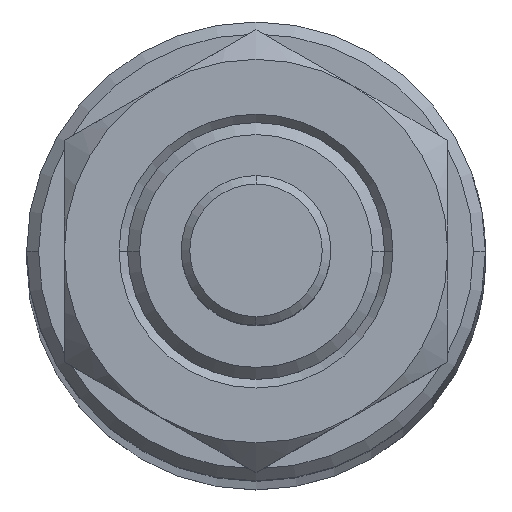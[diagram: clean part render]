
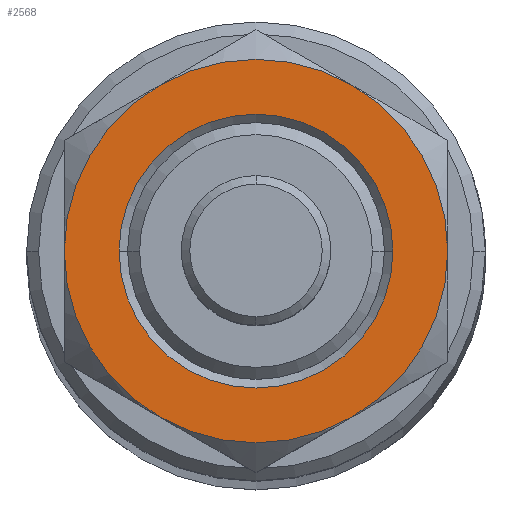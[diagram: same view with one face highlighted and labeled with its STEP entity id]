
A CAD part, top view. The second image highlights one B-rep face of the part: STEP entity #2568.
In plain terms, the highlighted planar face has unit normal (0, 0, 1).
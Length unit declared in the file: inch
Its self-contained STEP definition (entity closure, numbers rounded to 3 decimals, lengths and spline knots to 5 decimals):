
#3 = CARTESIAN_POINT ( 'NONE',  ( 0.56, 0.96995, 0.21 ) ) ;
#158 = ORIENTED_EDGE ( 'NONE', *, *, #2360, .T. ) ;
#183 = CARTESIAN_POINT ( 'NONE',  ( 0., 0., 0.21 ) ) ;
#206 = CARTESIAN_POINT ( 'NONE',  ( 0., 0., 0.21 ) ) ;
#290 = EDGE_CURVE ( 'NONE', #3290, #3201, #2996, .T. ) ;
#348 = CIRCLE ( 'NONE', #1175, 0.56 ) ;
#415 = CARTESIAN_POINT ( 'NONE',  ( 0., 0., 0.21 ) ) ;
#428 = DIRECTION ( 'NONE',  ( 0., 0., -1. ) ) ;
#463 = DIRECTION ( 'NONE',  ( -1., 0., 0. ) ) ;
#470 = VERTEX_POINT ( 'NONE', #644 ) ;
#478 = DIRECTION ( 'NONE',  ( 1., 0., 0. ) ) ;
#482 = AXIS2_PLACEMENT_3D ( 'NONE', #206, #2165, #478 ) ;
#563 = FACE_OUTER_BOUND ( 'NONE', #3350, .T. ) ;
#644 = CARTESIAN_POINT ( 'NONE',  ( 0.28, 0.48497, 0.21 ) ) ;
#659 = CIRCLE ( 'NONE', #1291, 0.56 ) ;
#691 = DIRECTION ( 'NONE',  ( -1., 0., 0. ) ) ;
#783 = CARTESIAN_POINT ( 'NONE',  ( 0., 0., 0.21 ) ) ;
#810 = AXIS2_PLACEMENT_3D ( 'NONE', #2770, #1079, #3038 ) ;
#933 = VERTEX_POINT ( 'NONE', #2401 ) ;
#971 = EDGE_CURVE ( 'NONE', #3559, #470, #659, .T. ) ;
#979 = CARTESIAN_POINT ( 'NONE',  ( 0.28, -0.48497, 0.21 ) ) ;
#1024 = ORIENTED_EDGE ( 'NONE', *, *, #2181, .T. ) ;
#1070 = DIRECTION ( 'NONE',  ( -1., 0., 0. ) ) ;
#1079 = DIRECTION ( 'NONE',  ( 0., 0., -1. ) ) ;
#1091 = CARTESIAN_POINT ( 'NONE',  ( 0., 0., 0.21 ) ) ;
#1152 = VERTEX_POINT ( 'NONE', #2484 ) ;
#1175 = AXIS2_PLACEMENT_3D ( 'NONE', #1091, #2239, #2533 ) ;
#1265 = ORIENTED_EDGE ( 'NONE', *, *, #1842, .T. ) ;
#1291 = AXIS2_PLACEMENT_3D ( 'NONE', #183, #2143, #463 ) ;
#1305 = CARTESIAN_POINT ( 'NONE',  ( 0., 0., 0.21 ) ) ;
#1321 = ORIENTED_EDGE ( 'NONE', *, *, #1868, .F. ) ;
#1342 = AXIS2_PLACEMENT_3D ( 'NONE', #2115, #428, #2397 ) ;
#1447 = EDGE_LOOP ( 'NONE', ( #1024, #1265 ) ) ;
#1484 = AXIS2_PLACEMENT_3D ( 'NONE', #415, #2379, #691 ) ;
#1537 = AXIS2_PLACEMENT_3D ( 'NONE', #3, #3363, #1692 ) ;
#1591 = DIRECTION ( 'NONE',  ( -1., 0., 0. ) ) ;
#1692 = DIRECTION ( 'NONE',  ( -1., 0., 0. ) ) ;
#1791 = AXIS2_PLACEMENT_3D ( 'NONE', #783, #2755, #1070 ) ;
#1808 = ORIENTED_EDGE ( 'NONE', *, *, #971, .F. ) ;
#1842 = EDGE_CURVE ( 'NONE', #933, #3076, #2689, .T. ) ;
#1868 = EDGE_CURVE ( 'NONE', #3201, #3032, #348, .T. ) ;
#1882 = CIRCLE ( 'NONE', #1342, 0.56 ) ;
#2115 = CARTESIAN_POINT ( 'NONE',  ( 0., 0., 0.21 ) ) ;
#2143 = DIRECTION ( 'NONE',  ( 0., 0., -1. ) ) ;
#2165 = DIRECTION ( 'NONE',  ( 0., 0., 1. ) ) ;
#2181 = EDGE_CURVE ( 'NONE', #3076, #933, #3106, .T. ) ;
#2238 = CARTESIAN_POINT ( 'NONE',  ( -0.28, 0.48497, 0.21 ) ) ;
#2239 = DIRECTION ( 'NONE',  ( 0., 0., -1. ) ) ;
#2251 = AXIS2_PLACEMENT_3D ( 'NONE', #1305, #3268, #1591 ) ;
#2276 = CARTESIAN_POINT ( 'NONE',  ( -0.28, -0.48497, 0.21 ) ) ;
#2360 = EDGE_CURVE ( 'NONE', #3290, #470, #3331, .T. ) ;
#2379 = DIRECTION ( 'NONE',  ( 0., 0., -1. ) ) ;
#2397 = DIRECTION ( 'NONE',  ( -1., 0., 0. ) ) ;
#2401 = CARTESIAN_POINT ( 'NONE',  ( -0.4, 0., 0.21 ) ) ;
#2423 = EDGE_CURVE ( 'NONE', #3032, #1152, #2509, .T. ) ;
#2484 = CARTESIAN_POINT ( 'NONE',  ( -0.56, 0., 0.21 ) ) ;
#2509 = CIRCLE ( 'NONE', #1791, 0.56 ) ;
#2510 = ORIENTED_EDGE ( 'NONE', *, *, #290, .F. ) ;
#2533 = DIRECTION ( 'NONE',  ( -1., 0., 0. ) ) ;
#2568 = ADVANCED_FACE ( 'NONE', ( #3368, #563 ), #2806, .F. ) ;
#2689 = CIRCLE ( 'NONE', #810, 0.4 ) ;
#2746 = ORIENTED_EDGE ( 'NONE', *, *, #2423, .F. ) ;
#2755 = DIRECTION ( 'NONE',  ( 0., 0., -1. ) ) ;
#2770 = CARTESIAN_POINT ( 'NONE',  ( 0., 0., 0.21 ) ) ;
#2806 = PLANE ( 'NONE',  #1537 ) ;
#2867 = CARTESIAN_POINT ( 'NONE',  ( 0.4, 0., 0.21 ) ) ;
#2963 = CARTESIAN_POINT ( 'NONE',  ( 0.56, 0., 0.21 ) ) ;
#2996 = CIRCLE ( 'NONE', #2251, 0.56 ) ;
#3032 = VERTEX_POINT ( 'NONE', #2276 ) ;
#3038 = DIRECTION ( 'NONE',  ( -1., 0., 0. ) ) ;
#3060 = ORIENTED_EDGE ( 'NONE', *, *, #3222, .F. ) ;
#3076 = VERTEX_POINT ( 'NONE', #2867 ) ;
#3106 = CIRCLE ( 'NONE', #1484, 0.4 ) ;
#3201 = VERTEX_POINT ( 'NONE', #979 ) ;
#3222 = EDGE_CURVE ( 'NONE', #1152, #3559, #1882, .T. ) ;
#3268 = DIRECTION ( 'NONE',  ( 0., 0., -1. ) ) ;
#3290 = VERTEX_POINT ( 'NONE', #2963 ) ;
#3331 = CIRCLE ( 'NONE', #482, 0.56 ) ;
#3350 = EDGE_LOOP ( 'NONE', ( #3060, #2746, #1321, #2510, #158, #1808 ) ) ;
#3363 = DIRECTION ( 'NONE',  ( 0., 0., -1. ) ) ;
#3368 = FACE_BOUND ( 'NONE', #1447, .T. ) ;
#3559 = VERTEX_POINT ( 'NONE', #2238 ) ;
